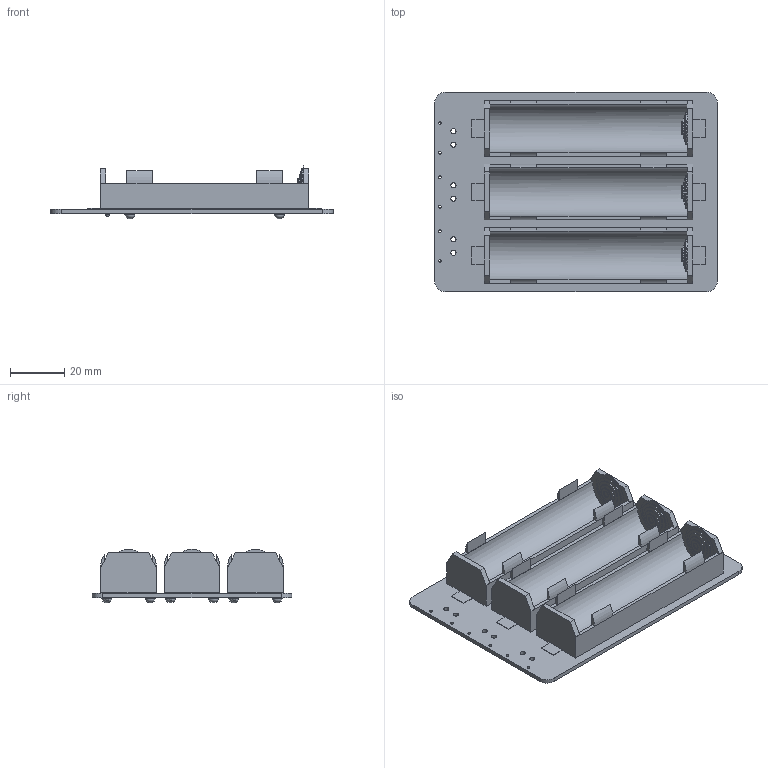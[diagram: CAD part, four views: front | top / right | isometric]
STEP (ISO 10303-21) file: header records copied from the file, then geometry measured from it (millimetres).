
FILE_DESCRIPTION(('KiCad electronic assembly'),'2;1');
FILE_NAME('xt30 to 18650.step','2025-11-28T20:13:38',('Pcbnew'),('Kicad' ),'Open CASCADE STEP processor 7.8','KiCad to STEP converter', 'Unknown');
FILE_SCHEMA(('AUTOMOTIVE_DESIGN { 1 0 10303 214 1 1 1 1 }'));
Length unit declared in the file: millimetre
Products named in the file (3): xt30 to 18650 1; BatteryHolder_Keystone_1042_1x18650; xt30 to 18650_PCB
Assembly tree (4 placements, depth 2):
  xt30 to 18650 1
    BatteryHolder_Keystone_1042_1x18650  x3
    xt30 to 18650_PCB
Bounding box: 104.52 x 74 x 19.83 mm (x, y, z)
Volume: 29763 mm3; surface area: 38134.4 mm2
Topology: 28 solids, 28 shells, 289 faces, 657 edges, 421 vertices
Faces by surface type: plane 192, cylinder 88, revolution 9
Full cylindrical faces by diameter (mm): 0.02 x3, 1 x6, 1.57 x3, 1.9 x6, 2.39 x3, 2.4 x3, 3.45 x6, 3.68 x6, 4.8 x6, 7.2 x6, 9.6 x6, 12 x3
Entity records: 4171 total; most frequent: DIRECTION 622, CARTESIAN_POINT 608, ORIENTED_EDGE 554, EDGE_CURVE 277, AXIS2_PLACEMENT_3D 223, VERTEX_POINT 179, LINE 173, VECTOR 173
